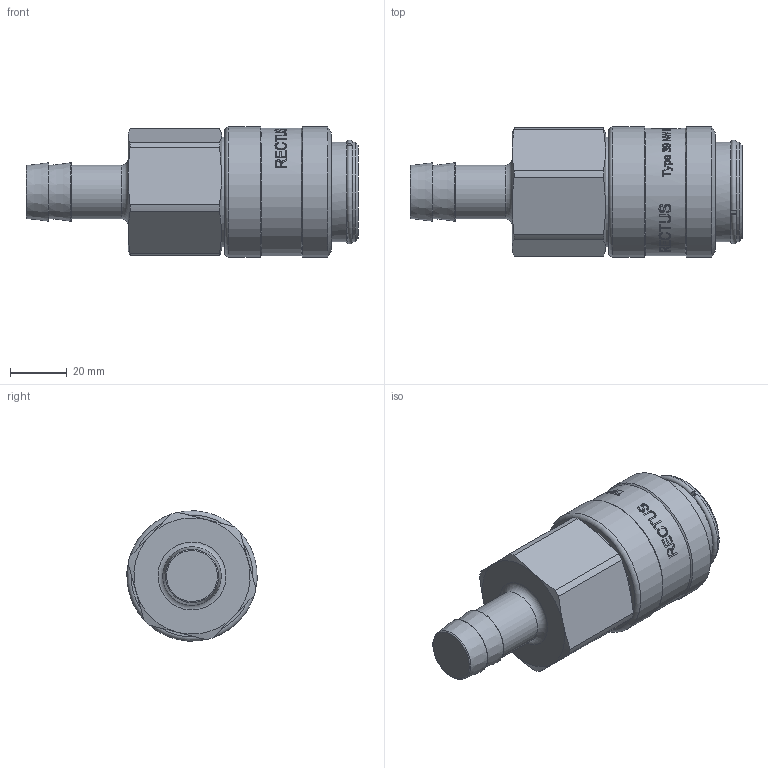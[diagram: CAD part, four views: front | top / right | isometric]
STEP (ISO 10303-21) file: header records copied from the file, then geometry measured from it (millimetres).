
FILE_DESCRIPTION((''),'2;1');
FILE_NAME('39kbtf19mpx.stp','2013-07-18T13:43:58',('AS035480'),(''),'Autodesk Inventor 2013','Autodesk Inventor 2013','');
FILE_SCHEMA(('AUTOMOTIVE_DESIGN { 1 0 10303 214 1 1 1 1 }'));
Length unit declared in the file: millimetre
Products named in the file (1): D107357
Bounding box: 117 x 45.89 x 45.89 mm (x, y, z)
Volume: 121453.1 mm3; surface area: 32184.9 mm2
Topology: 2 solids, 4 shells, 517 faces, 1342 edges, 888 vertices
Faces by surface type: bspline 228, plane 187, cylinder 70, cone 24, torus 8
Full cylindrical faces by diameter (mm): 19 x1, 29.798 x1, 31.3 x1, 31.5 x1, 32 x1, 32.6 x1, 33.15 x1, 33.5 x1, 35 x3, 36 x1, 38.8 x1, 39.4 x1, 41.5 x1, 45 x1, 46 x2
Entity records: 71724 total; most frequent: CARTESIAN_POINT 60523, ORIENTED_EDGE 2586, DIRECTION 1395, EDGE_CURVE 1293, VERTEX_POINT 880, B_SPLINE_CURVE_WITH_KNOTS 629, EDGE_LOOP 621, FACE_OUTER_BOUND 517
